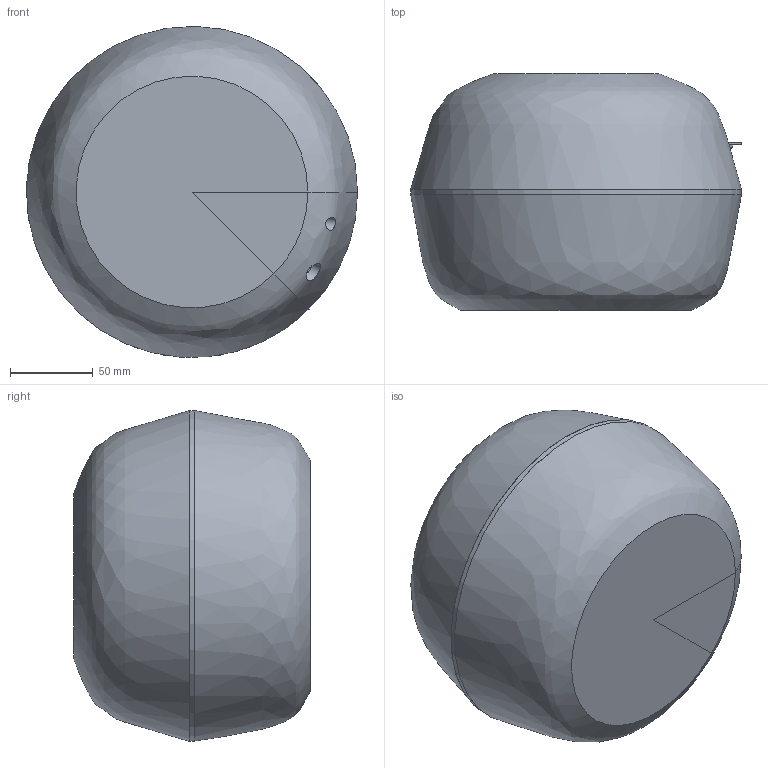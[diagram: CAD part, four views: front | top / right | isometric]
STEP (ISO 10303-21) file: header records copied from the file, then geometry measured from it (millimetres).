
FILE_DESCRIPTION(/* description */ (''),/* implementation_level */ '2;1');
FILE_NAME(/* name */ 'final_project_conversion.step',/* time_stamp */ '2019-06-15T16:11:24+02:00',/* author */ (''),/* organization */ (''),/* preprocessor_version */ 'ST-DEVELOPER v18',/* originating_system */ 'Autodesk Translation Framework v8.2.0.1029',/* authorisation */ '');
FILE_SCHEMA (('AUTOMOTIVE_DESIGN { 1 0 10303 214 3 1 1 }'));
Length unit declared in the file: millimetre
Products named in the file (7): week018; piezzo; bottom_part; tray; electronic_power; electronic_power2; top_cover
Assembly tree (6 placements, depth 2):
  week018
    piezzo
    bottom_part
    tray
    electronic_power
    electronic_power2
    top_cover
Bounding box: 200 x 143 x 200 mm (x, y, z)
Volume: 698236.1 mm3; surface area: 401941.5 mm2
Topology: 6 solids, 6 shells, 119 faces, 290 edges, 191 vertices
Faces by surface type: plane 60, cylinder 36, bspline 18, cone 5
Full cylindrical faces by diameter (mm): 8 x2, 12 x1, 15 x1, 17 x1, 30 x1, 46 x1, 48 x1
Entity records: 5652 total; most frequent: CARTESIAN_POINT 2730, ORIENTED_EDGE 580, DIRECTION 519, EDGE_CURVE 290, AXIS2_PLACEMENT_3D 197, VERTEX_POINT 191, EDGE_LOOP 135, LINE 125
